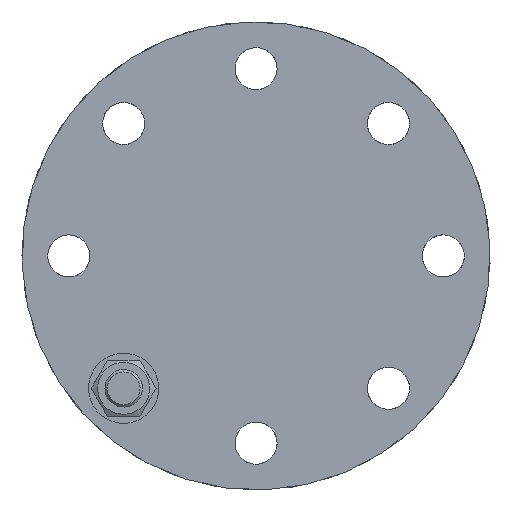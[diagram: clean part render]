
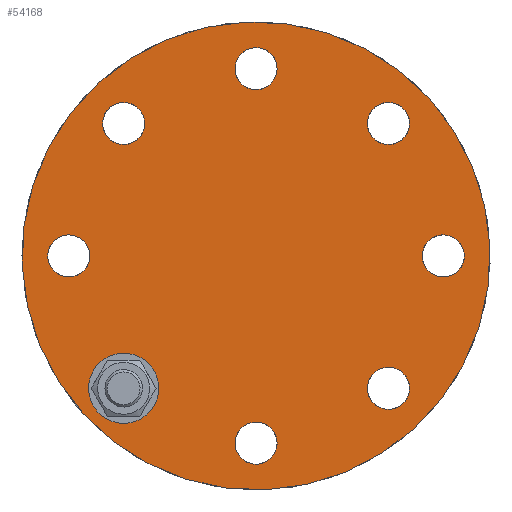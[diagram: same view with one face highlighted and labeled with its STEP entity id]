
A CAD part, left-side view. The second image highlights one B-rep face of the part: STEP entity #54168.
In plain terms, the highlighted face is planar.
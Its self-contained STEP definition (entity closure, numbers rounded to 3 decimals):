
#4445=FACE_BOUND('',#11316,.T.);
#4446=FACE_BOUND('',#11317,.T.);
#4447=FACE_BOUND('',#11318,.T.);
#4448=FACE_BOUND('',#11319,.T.);
#4449=FACE_BOUND('',#11320,.T.);
#4450=FACE_BOUND('',#11321,.T.);
#4451=FACE_BOUND('',#11322,.T.);
#4452=FACE_BOUND('',#11323,.T.);
#5137=CIRCLE('',#56694,9.);
#5139=CIRCLE('',#56697,9.);
#5141=CIRCLE('',#56700,9.);
#5143=CIRCLE('',#56703,9.);
#5145=CIRCLE('',#56706,9.);
#5147=CIRCLE('',#56709,9.);
#5149=CIRCLE('',#56712,9.);
#5151=CIRCLE('',#56715,9.);
#5152=CIRCLE('',#56717,100.);
#8116=FACE_OUTER_BOUND('',#11315,.T.);
#11315=EDGE_LOOP('',(#49854));
#11316=EDGE_LOOP('',(#49855));
#11317=EDGE_LOOP('',(#49856));
#11318=EDGE_LOOP('',(#49857));
#11319=EDGE_LOOP('',(#49858));
#11320=EDGE_LOOP('',(#49859));
#11321=EDGE_LOOP('',(#49860));
#11322=EDGE_LOOP('',(#49861));
#11323=EDGE_LOOP('',(#49862));
#27353=VERTEX_POINT('',#113773);
#27355=VERTEX_POINT('',#113778);
#27357=VERTEX_POINT('',#113783);
#27359=VERTEX_POINT('',#113788);
#27361=VERTEX_POINT('',#113793);
#27363=VERTEX_POINT('',#113798);
#27365=VERTEX_POINT('',#113803);
#27367=VERTEX_POINT('',#113808);
#27368=VERTEX_POINT('',#113811);
#34872=EDGE_CURVE('',#27353,#27353,#5137,.T.);
#34874=EDGE_CURVE('',#27355,#27355,#5139,.T.);
#34876=EDGE_CURVE('',#27357,#27357,#5141,.T.);
#34878=EDGE_CURVE('',#27359,#27359,#5143,.T.);
#34880=EDGE_CURVE('',#27361,#27361,#5145,.T.);
#34882=EDGE_CURVE('',#27363,#27363,#5147,.T.);
#34884=EDGE_CURVE('',#27365,#27365,#5149,.T.);
#34886=EDGE_CURVE('',#27367,#27367,#5151,.T.);
#34887=EDGE_CURVE('',#27368,#27368,#5152,.T.);
#49854=ORIENTED_EDGE('',*,*,#34887,.T.);
#49855=ORIENTED_EDGE('',*,*,#34872,.T.);
#49856=ORIENTED_EDGE('',*,*,#34874,.T.);
#49857=ORIENTED_EDGE('',*,*,#34876,.T.);
#49858=ORIENTED_EDGE('',*,*,#34878,.T.);
#49859=ORIENTED_EDGE('',*,*,#34880,.T.);
#49860=ORIENTED_EDGE('',*,*,#34882,.T.);
#49861=ORIENTED_EDGE('',*,*,#34884,.T.);
#49862=ORIENTED_EDGE('',*,*,#34886,.T.);
#51331=PLANE('',#56716);
#54168=ADVANCED_FACE('',(#8116,#4445,#4446,#4447,#4448,#4449,#4450,#4451,
#4452),#51331,.T.);
#56694=AXIS2_PLACEMENT_3D('',#113774,#65597,#65598);
#56697=AXIS2_PLACEMENT_3D('',#113779,#65603,#65604);
#56700=AXIS2_PLACEMENT_3D('',#113784,#65609,#65610);
#56703=AXIS2_PLACEMENT_3D('',#113789,#65615,#65616);
#56706=AXIS2_PLACEMENT_3D('',#113794,#65621,#65622);
#56709=AXIS2_PLACEMENT_3D('',#113799,#65627,#65628);
#56712=AXIS2_PLACEMENT_3D('',#113804,#65633,#65634);
#56715=AXIS2_PLACEMENT_3D('',#113809,#65639,#65640);
#56716=AXIS2_PLACEMENT_3D('',#113810,#65641,#65642);
#56717=AXIS2_PLACEMENT_3D('',#113812,#65643,#65644);
#65597=DIRECTION('center_axis',(-1.,0.,0.));
#65598=DIRECTION('ref_axis',(0.,0.707,0.707));
#65603=DIRECTION('center_axis',(-1.,0.,0.));
#65604=DIRECTION('ref_axis',(0.,1.,0.));
#65609=DIRECTION('center_axis',(-1.,0.,0.));
#65610=DIRECTION('ref_axis',(0.,0.707,-0.707));
#65615=DIRECTION('center_axis',(-1.,0.,0.));
#65616=DIRECTION('ref_axis',(0.,0.,-1.));
#65621=DIRECTION('center_axis',(-1.,0.,0.));
#65622=DIRECTION('ref_axis',(0.,-0.707,-0.707));
#65627=DIRECTION('center_axis',(-1.,0.,0.));
#65628=DIRECTION('ref_axis',(0.,-1.,0.));
#65633=DIRECTION('center_axis',(-1.,0.,0.));
#65634=DIRECTION('ref_axis',(0.,-0.707,0.707));
#65639=DIRECTION('center_axis',(-1.,0.,0.));
#65640=DIRECTION('ref_axis',(0.,0.,1.));
#65641=DIRECTION('center_axis',(1.,0.,0.));
#65642=DIRECTION('ref_axis',(0.,0.,-1.));
#65643=DIRECTION('center_axis',(1.,0.,0.));
#65644=DIRECTION('ref_axis',(0.,1.,0.));
#113773=CARTESIAN_POINT('',(20.,67.546,-36.979));
#113774=CARTESIAN_POINT('Origin',(20.,73.91,-30.615));
#113778=CARTESIAN_POINT('',(20.,21.615,-73.91));
#113779=CARTESIAN_POINT('Origin',(20.,30.615,-73.91));
#113783=CARTESIAN_POINT('',(20.,-36.979,-67.546));
#113784=CARTESIAN_POINT('Origin',(20.,-30.615,-73.91));
#113788=CARTESIAN_POINT('',(20.,-73.91,-21.615));
#113789=CARTESIAN_POINT('Origin',(20.,-73.91,-30.615));
#113793=CARTESIAN_POINT('',(20.,-67.546,36.979));
#113794=CARTESIAN_POINT('Origin',(20.,-73.91,30.615));
#113798=CARTESIAN_POINT('',(20.,-21.615,73.91));
#113799=CARTESIAN_POINT('Origin',(20.,-30.615,73.91));
#113803=CARTESIAN_POINT('',(20.,36.979,67.546));
#113804=CARTESIAN_POINT('Origin',(20.,30.615,73.91));
#113808=CARTESIAN_POINT('',(20.,73.91,21.615));
#113809=CARTESIAN_POINT('Origin',(20.,73.91,30.615));
#113810=CARTESIAN_POINT('Origin',(20.,50.,0.));
#113811=CARTESIAN_POINT('',(20.,100.,0.));
#113812=CARTESIAN_POINT('Origin',(20.,0.,0.));
